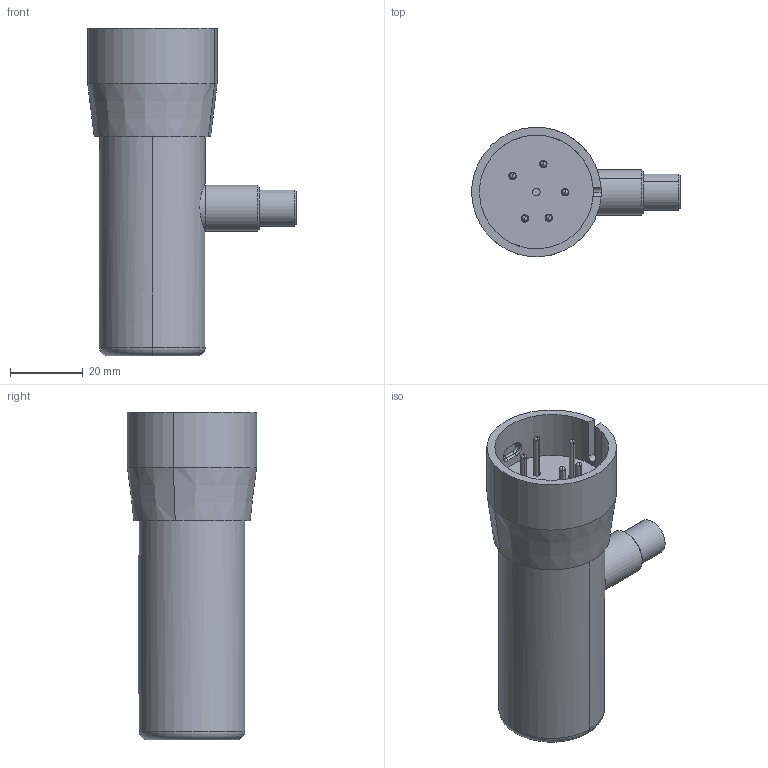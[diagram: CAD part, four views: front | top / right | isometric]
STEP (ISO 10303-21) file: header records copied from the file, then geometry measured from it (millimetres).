
FILE_DESCRIPTION (( 'STEP AP214' ), '1' );
FILE_NAME ('352-507 PGE050 125NPT.STEP', '2022-02-09T22:34:18', ( '' ), ( '' ), 'SwSTEP 2.0', 'SolidWorks 2021', '' );
FILE_SCHEMA (( 'AUTOMOTIVE_DESIGN' ));
Length unit declared in the file: millimetre
Products named in the file (1): 352-507 PGE050 125NPT
Bounding box: 57.25 x 35.5 x 89.94 mm (x, y, z)
Surface area: 24930 mm2 (no closed solid volume)
Topology: 0 solids, 13 shells, 124 faces, 374 edges, 247 vertices
Faces by surface type: cylinder 61, plane 25, sphere 10, bspline 10, torus 10, cone 8
Entity records: 6326 total; most frequent: CARTESIAN_POINT 1760, DIRECTION 707, ORIENTED_EDGE 574, EDGE_CURVE 354, AXIS2_PLACEMENT_3D 290, VERTEX_POINT 237, CIRCLE 175, EDGE_LOOP 137
